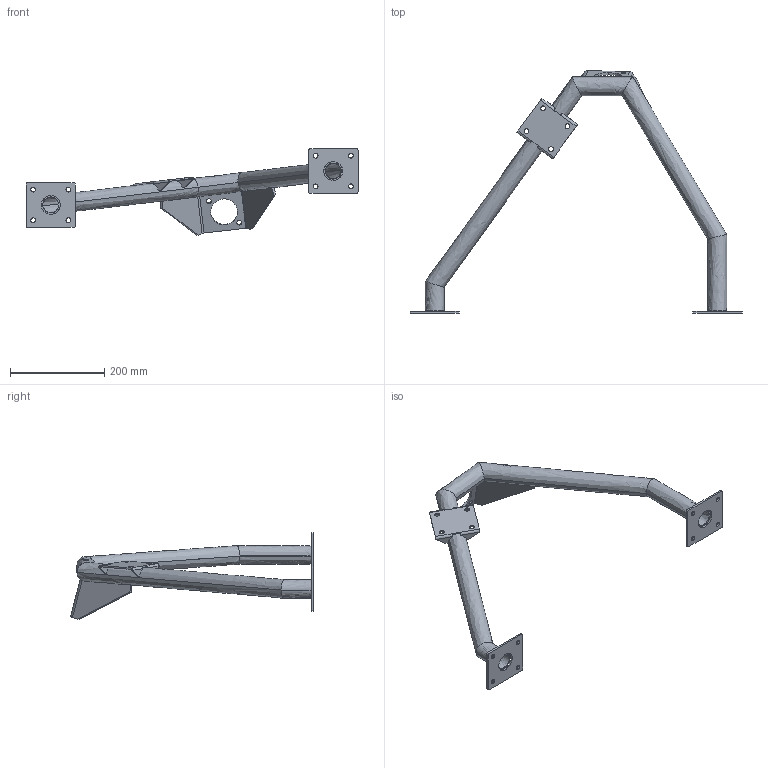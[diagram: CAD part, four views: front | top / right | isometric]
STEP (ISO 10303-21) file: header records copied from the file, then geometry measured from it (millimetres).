
FILE_DESCRIPTION(/* description */ (''),/* implementation_level */ '2;1');
FILE_NAME(/* name */ 'P2-R',/* time_stamp */ '2017-08-10T19:02:06+02:00',/* author */ (''),/* organization */ (''),/* preprocessor_version */ 'ST-DEVELOPER v15',/* originating_system */ '',/* authorisation */ '');
FILE_SCHEMA (('CONFIG_CONTROL_DESIGN'));
Length unit declared in the file: millimetre
Products named in the file (1): Document
Bounding box: 705 x 515.54 x 184.06 mm (x, y, z)
Volume: 614568.3 mm3; surface area: 384681.9 mm2
Topology: 5 solids, 5 shells, 157 faces, 393 edges, 246 vertices
Faces by surface type: plane 79, bspline 78
Entity records: 5591 total; most frequent: CARTESIAN_POINT 3017, ORIENTED_EDGE 786, EDGE_CURVE 393, B_SPLINE_CURVE_WITH_KNOTS 269, VERTEX_POINT 246, EDGE_LOOP 193, ADVANCED_FACE 157, FACE_OUTER_BOUND 157
